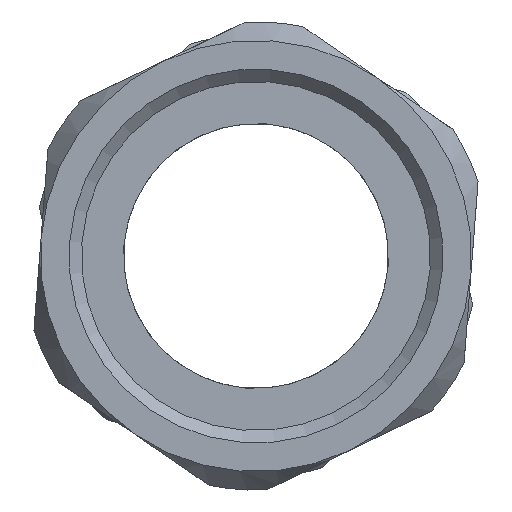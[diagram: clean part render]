
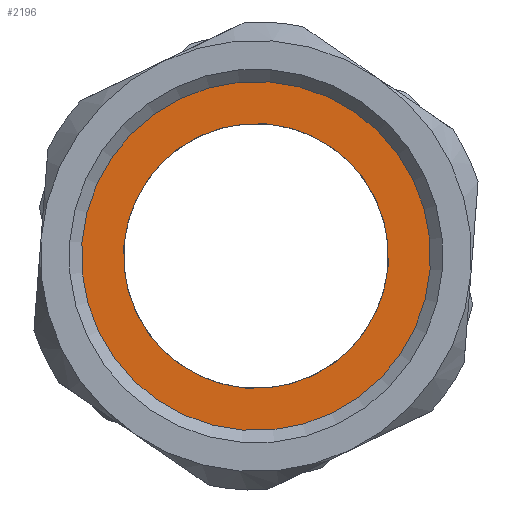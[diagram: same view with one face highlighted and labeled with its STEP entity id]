
A CAD part, front view. The second image highlights one B-rep face of the part: STEP entity #2196.
In plain terms, the highlighted face is planar.
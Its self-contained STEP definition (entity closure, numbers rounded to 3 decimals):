
#285=FACE_BOUND('',#520,.T.);
#313=PLANE('',#2592);
#384=FACE_OUTER_BOUND('',#519,.T.);
#519=EDGE_LOOP('',(#1725,#1726));
#520=EDGE_LOOP('',(#1727));
#839=CIRCLE('',#2593,30.5);
#840=CIRCLE('',#2594,30.5);
#841=CIRCLE('',#2595,21.5);
#1043=VERTEX_POINT('',#3864);
#1044=VERTEX_POINT('',#3865);
#1045=VERTEX_POINT('',#3868);
#1300=EDGE_CURVE('',#1043,#1044,#839,.T.);
#1301=EDGE_CURVE('',#1044,#1043,#840,.T.);
#1302=EDGE_CURVE('',#1045,#1045,#841,.T.);
#1725=ORIENTED_EDGE('',*,*,#1300,.T.);
#1726=ORIENTED_EDGE('',*,*,#1301,.T.);
#1727=ORIENTED_EDGE('',*,*,#1302,.F.);
#2196=ADVANCED_FACE('',(#384,#285),#313,.F.);
#2592=AXIS2_PLACEMENT_3D('',#3863,#3099,#3100);
#2593=AXIS2_PLACEMENT_3D('',#3866,#3101,#3102);
#2594=AXIS2_PLACEMENT_3D('',#3867,#3103,#3104);
#2595=AXIS2_PLACEMENT_3D('',#3869,#3105,#3106);
#3099=DIRECTION('center_axis',(1.,0.,0.));
#3100=DIRECTION('ref_axis',(0.,0.,-1.));
#3101=DIRECTION('center_axis',(-1.,0.,0.));
#3102=DIRECTION('ref_axis',(0.,1.,0.));
#3103=DIRECTION('center_axis',(-1.,0.,0.));
#3104=DIRECTION('ref_axis',(0.,1.,0.));
#3105=DIRECTION('center_axis',(-1.,0.,0.));
#3106=DIRECTION('ref_axis',(0.,1.,0.));
#3863=CARTESIAN_POINT('Origin',(25.,25.934,0.));
#3864=CARTESIAN_POINT('',(25.,30.5,0.));
#3865=CARTESIAN_POINT('',(25.,-30.5,0.));
#3866=CARTESIAN_POINT('Origin',(25.,0.,0.));
#3867=CARTESIAN_POINT('Origin',(25.,0.,0.));
#3868=CARTESIAN_POINT('',(25.,-21.5,0.));
#3869=CARTESIAN_POINT('Origin',(25.,0.,0.));
